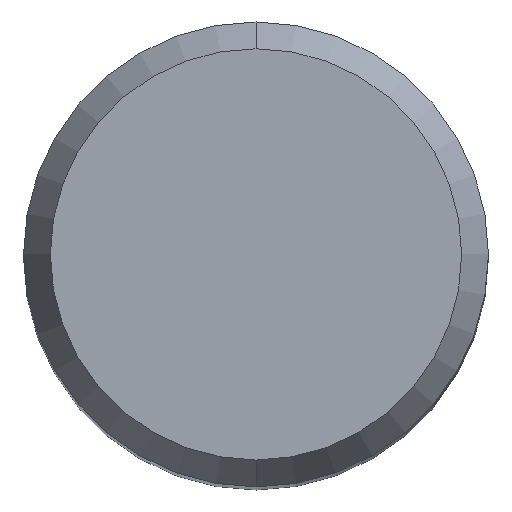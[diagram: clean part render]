
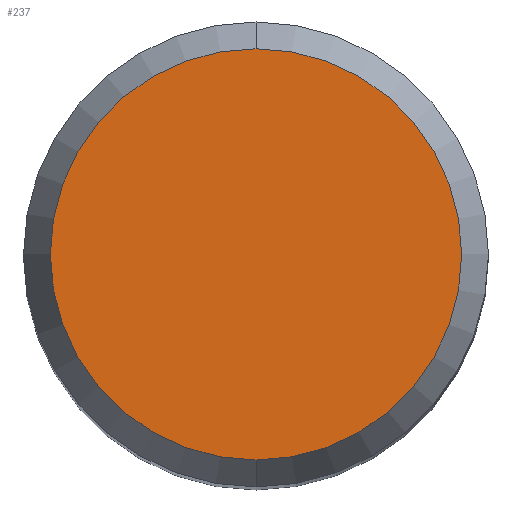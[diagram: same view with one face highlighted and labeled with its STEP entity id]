
A CAD part, top view. The second image highlights one B-rep face of the part: STEP entity #237.
In plain terms, the highlighted planar face has unit normal (0, 0, 1).
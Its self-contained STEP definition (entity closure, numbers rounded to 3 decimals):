
#173=VERTEX_POINT('',#465);
#229=EDGE_CURVE('',#173,#279,#530,.T.);
#237=ADVANCED_FACE('',(#540),#541,.T.);
#279=VERTEX_POINT('',#585);
#407=EDGE_CURVE('',#279,#173,#721,.T.);
#465=CARTESIAN_POINT('',(0.,-4.423,0.0));
#530=CIRCLE('',#911,4.423);
#540=FACE_OUTER_BOUND('',#922,.T.);
#541=PLANE('',#923);
#585=CARTESIAN_POINT('',(0.0,4.423,0.0));
#721=CIRCLE('',#1335,4.423);
#911=AXIS2_PLACEMENT_3D('',#1523,#1524,#1525);
#922=EDGE_LOOP('',(#1546,#1547));
#923=AXIS2_PLACEMENT_3D('',#1548,#1549,#1550);
#1335=AXIS2_PLACEMENT_3D('',#1688,#1689,#1690);
#1523=CARTESIAN_POINT('',(0.0,0.0,0.0));
#1524=DIRECTION('',(0.0,0.0,-1.0));
#1525=DIRECTION('',(0.0,1.0,0.0));
#1546=ORIENTED_EDGE('',*,*,#407,.F.);
#1547=ORIENTED_EDGE('',*,*,#229,.F.);
#1548=CARTESIAN_POINT('',(0.0,2.211,0.0));
#1549=DIRECTION('',(-0.0,0.0,1.0));
#1550=DIRECTION('',(0.0,-1.0,0.0));
#1688=CARTESIAN_POINT('',(0.0,0.0,0.0));
#1689=DIRECTION('',(0.0,0.0,-1.0));
#1690=DIRECTION('',(0.0,1.0,0.0));
